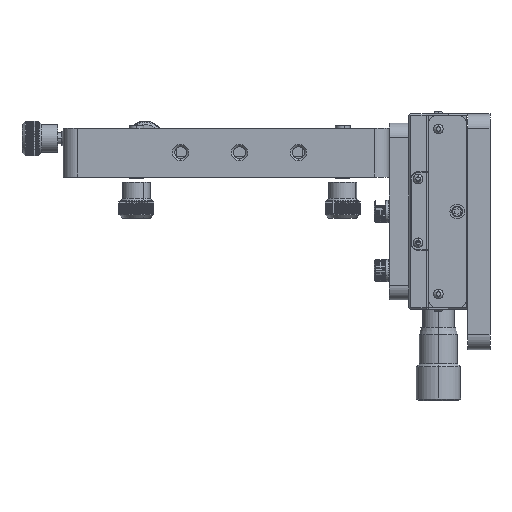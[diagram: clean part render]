
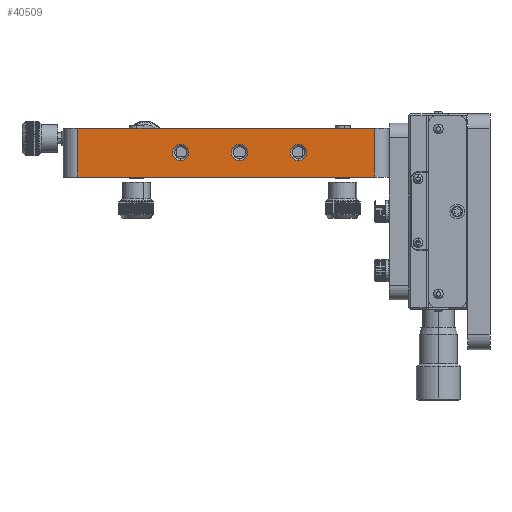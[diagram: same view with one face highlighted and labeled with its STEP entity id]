
A CAD part, left-side view. The second image highlights one B-rep face of the part: STEP entity #40509.
In plain terms, the highlighted planar face has unit normal (-1, 0, 0).
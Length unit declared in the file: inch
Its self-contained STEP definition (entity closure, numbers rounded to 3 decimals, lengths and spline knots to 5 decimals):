
#1323 = VERTEX_POINT ( 'NONE', #113743 ) ;
#2377 = LINE ( 'NONE', #84486, #4905 ) ;
#2788 = CARTESIAN_POINT ( 'NONE',  ( -2.53875, 2.7425, -0.83 ) ) ;
#4633 = CARTESIAN_POINT ( 'NONE',  ( -2.53875, 1., -0.415 ) ) ;
#4905 = VECTOR ( 'NONE', #93394, 39.37008 ) ;
#5863 = AXIS2_PLACEMENT_3D ( 'NONE', #30156, #84998, #65953 ) ;
#6763 = AXIS2_PLACEMENT_3D ( 'NONE', #4633, #21862, #77790 ) ;
#7476 = AXIS2_PLACEMENT_3D ( 'NONE', #101637, #11144, #19508 ) ;
#8167 = DIRECTION ( 'NONE',  ( 0., 0., 1. ) ) ;
#8621 = CIRCLE ( 'NONE', #54275, 0.1375 ) ;
#9056 = CARTESIAN_POINT ( 'NONE',  ( -2.53875, 0., -0.415 ) ) ;
#9885 = VERTEX_POINT ( 'NONE', #32250 ) ;
#10903 = EDGE_LOOP ( 'NONE', ( #81738, #13501, #109431, #117607 ) ) ;
#11132 = LINE ( 'NONE', #18331, #50738 ) ;
#11144 = DIRECTION ( 'NONE',  ( -1., 0., 0. ) ) ;
#13501 = ORIENTED_EDGE ( 'NONE', *, *, #78144, .F. ) ;
#18331 = CARTESIAN_POINT ( 'NONE',  ( -2.53875, -2.28875, 0. ) ) ;
#19508 = DIRECTION ( 'NONE',  ( 0., 0., 1. ) ) ;
#21766 = AXIS2_PLACEMENT_3D ( 'NONE', #65817, #90835, #27677 ) ;
#21862 = DIRECTION ( 'NONE',  ( -1., 0., 0. ) ) ;
#22470 = VECTOR ( 'NONE', #8167, 39.37008 ) ;
#22860 = DIRECTION ( 'NONE',  ( 0., 0., 1. ) ) ;
#24254 = CIRCLE ( 'NONE', #39547, 0.1375 ) ;
#24465 = ORIENTED_EDGE ( 'NONE', *, *, #81481, .F. ) ;
#25815 = CARTESIAN_POINT ( 'NONE',  ( -2.53875, 1., -0.2775 ) ) ;
#26128 = CARTESIAN_POINT ( 'NONE',  ( -2.53875, 0., -0.5525 ) ) ;
#27677 = DIRECTION ( 'NONE',  ( 0., 0., 1. ) ) ;
#30070 = EDGE_CURVE ( 'NONE', #114494, #98774, #106539, .T. ) ;
#30156 = CARTESIAN_POINT ( 'NONE',  ( -2.53875, 1., -0.415 ) ) ;
#30400 = VERTEX_POINT ( 'NONE', #42955 ) ;
#31307 = ORIENTED_EDGE ( 'NONE', *, *, #105381, .F. ) ;
#32250 = CARTESIAN_POINT ( 'NONE',  ( -2.53875, 2.7425, -0.83 ) ) ;
#33020 = VECTOR ( 'NONE', #39087, 39.37008 ) ;
#34631 = DIRECTION ( 'NONE',  ( 0., 0., 1. ) ) ;
#37223 = CIRCLE ( 'NONE', #6763, 0.1375 ) ;
#38102 = EDGE_CURVE ( 'NONE', #1323, #43485, #11132, .T. ) ;
#39087 = DIRECTION ( 'NONE',  ( 0., 0., 1. ) ) ;
#39547 = AXIS2_PLACEMENT_3D ( 'NONE', #9056, #72180, #34631 ) ;
#40509 = ADVANCED_FACE ( 'NONE', ( #63312, #65683, #101404, #92449 ), #93041, .T. ) ;
#40586 = ORIENTED_EDGE ( 'NONE', *, *, #53422, .F. ) ;
#42955 = CARTESIAN_POINT ( 'NONE',  ( -2.53875, -1., -0.5525 ) ) ;
#43284 = CARTESIAN_POINT ( 'NONE',  ( -2.53875, -1., -0.2775 ) ) ;
#43485 = VERTEX_POINT ( 'NONE', #109186 ) ;
#47037 = ORIENTED_EDGE ( 'NONE', *, *, #70940, .F. ) ;
#50738 = VECTOR ( 'NONE', #110570, 39.37008 ) ;
#53422 = EDGE_CURVE ( 'NONE', #98774, #114494, #37223, .T. ) ;
#53617 = VERTEX_POINT ( 'NONE', #97409 ) ;
#53786 = ORIENTED_EDGE ( 'NONE', *, *, #30070, .F. ) ;
#54072 = CIRCLE ( 'NONE', #21766, 0.1375 ) ;
#54201 = DIRECTION ( 'NONE',  ( -1., 0., 0. ) ) ;
#54275 = AXIS2_PLACEMENT_3D ( 'NONE', #69893, #106188, #22860 ) ;
#59946 = EDGE_LOOP ( 'NONE', ( #47037, #61292 ) ) ;
#61292 = ORIENTED_EDGE ( 'NONE', *, *, #100091, .F. ) ;
#62009 = VERTEX_POINT ( 'NONE', #71166 ) ;
#62405 = AXIS2_PLACEMENT_3D ( 'NONE', #108359, #54201, #108951 ) ;
#63312 = FACE_BOUND ( 'NONE', #115463, .T. ) ;
#65683 = FACE_BOUND ( 'NONE', #59946, .T. ) ;
#65817 = CARTESIAN_POINT ( 'NONE',  ( -2.53875, -1., -0.415 ) ) ;
#65953 = DIRECTION ( 'NONE',  ( 0., 0., 1. ) ) ;
#68740 = VERTEX_POINT ( 'NONE', #43284 ) ;
#68751 = EDGE_CURVE ( 'NONE', #62009, #43485, #90279, .T. ) ;
#69893 = CARTESIAN_POINT ( 'NONE',  ( -2.53875, 0., -0.415 ) ) ;
#70681 = CARTESIAN_POINT ( 'NONE',  ( -2.53875, -2.28875, -0.83 ) ) ;
#70940 = EDGE_CURVE ( 'NONE', #53617, #98454, #8621, .T. ) ;
#71166 = CARTESIAN_POINT ( 'NONE',  ( -2.53875, -2.28875, -0.83 ) ) ;
#72180 = DIRECTION ( 'NONE',  ( -1., 0., 0. ) ) ;
#77790 = DIRECTION ( 'NONE',  ( 0., 0., 1. ) ) ;
#78144 = EDGE_CURVE ( 'NONE', #9885, #1323, #84324, .T. ) ;
#81481 = EDGE_CURVE ( 'NONE', #30400, #68740, #54072, .T. ) ;
#81738 = ORIENTED_EDGE ( 'NONE', *, *, #38102, .F. ) ;
#84324 = LINE ( 'NONE', #2788, #33020 ) ;
#84486 = CARTESIAN_POINT ( 'NONE',  ( -2.53875, -2.28875, -0.83 ) ) ;
#84998 = DIRECTION ( 'NONE',  ( -1., 0., 0. ) ) ;
#90279 = LINE ( 'NONE', #70681, #22470 ) ;
#90835 = DIRECTION ( 'NONE',  ( -1., 0., 0. ) ) ;
#92449 = FACE_OUTER_BOUND ( 'NONE', #10903, .T. ) ;
#93041 = PLANE ( 'NONE',  #62405 ) ;
#93394 = DIRECTION ( 'NONE',  ( 0., -1., 0. ) ) ;
#94489 = EDGE_LOOP ( 'NONE', ( #40586, #53786 ) ) ;
#95006 = CIRCLE ( 'NONE', #7476, 0.1375 ) ;
#97409 = CARTESIAN_POINT ( 'NONE',  ( -2.53875, 0., -0.2775 ) ) ;
#98454 = VERTEX_POINT ( 'NONE', #26128 ) ;
#98774 = VERTEX_POINT ( 'NONE', #25815 ) ;
#100091 = EDGE_CURVE ( 'NONE', #98454, #53617, #24254, .T. ) ;
#101404 = FACE_BOUND ( 'NONE', #94489, .T. ) ;
#101637 = CARTESIAN_POINT ( 'NONE',  ( -2.53875, -1., -0.415 ) ) ;
#105381 = EDGE_CURVE ( 'NONE', #68740, #30400, #95006, .T. ) ;
#106188 = DIRECTION ( 'NONE',  ( -1., 0., 0. ) ) ;
#106539 = CIRCLE ( 'NONE', #5863, 0.1375 ) ;
#108359 = CARTESIAN_POINT ( 'NONE',  ( -2.53875, -2.28875, -0.83 ) ) ;
#108613 = CARTESIAN_POINT ( 'NONE',  ( -2.53875, 1., -0.5525 ) ) ;
#108951 = DIRECTION ( 'NONE',  ( 0., -1., 0. ) ) ;
#109184 = EDGE_CURVE ( 'NONE', #9885, #62009, #2377, .T. ) ;
#109186 = CARTESIAN_POINT ( 'NONE',  ( -2.53875, -2.28875, 0. ) ) ;
#109431 = ORIENTED_EDGE ( 'NONE', *, *, #109184, .T. ) ;
#110570 = DIRECTION ( 'NONE',  ( 0., -1., 0. ) ) ;
#113743 = CARTESIAN_POINT ( 'NONE',  ( -2.53875, 2.7425, 0. ) ) ;
#114494 = VERTEX_POINT ( 'NONE', #108613 ) ;
#115463 = EDGE_LOOP ( 'NONE', ( #31307, #24465 ) ) ;
#117607 = ORIENTED_EDGE ( 'NONE', *, *, #68751, .T. ) ;
